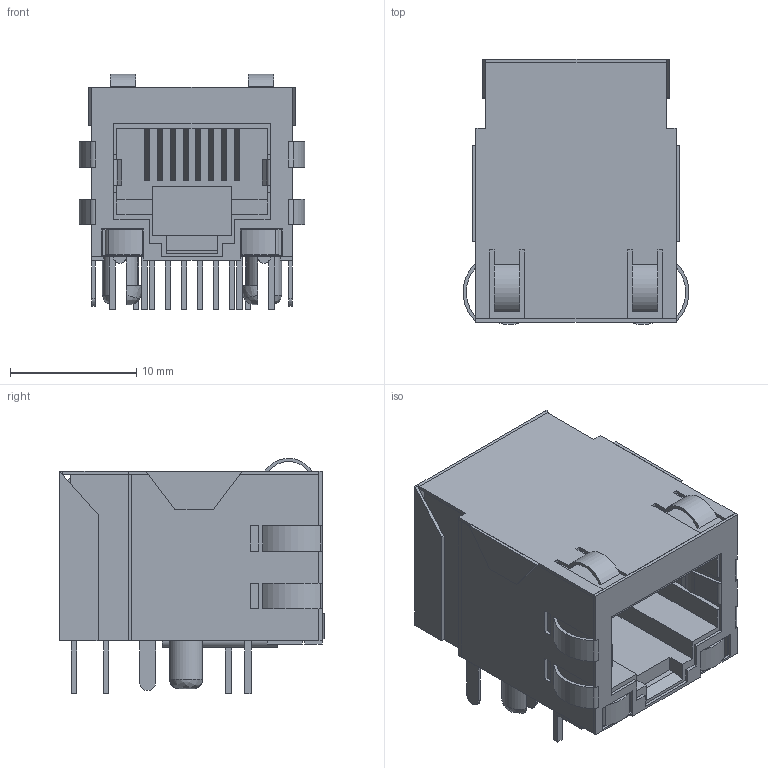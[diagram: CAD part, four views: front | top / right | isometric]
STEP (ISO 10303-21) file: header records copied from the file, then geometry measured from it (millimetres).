
FILE_DESCRIPTION((''),'2;1');
FILE_NAME('TYCO_5-6605308-1.stp','2012-08-27T09:51:57',(''),(''),'Mechanical Desktop 2011','Mechanical Desktop 2011',', , ');
FILE_SCHEMA(('AUTOMOTIVE_DESIGN { 1 2 10303 214 1 1 1 1 }'));
Length unit declared in the file: millimetre
Products named in the file (1): Product
Bounding box: 17.91 x 21.01 x 18.67 mm (x, y, z)
Volume: 3243.9 mm3; surface area: 5362.8 mm2
Topology: 50 solids, 50 shells, 494 faces, 1164 edges, 774 vertices
Faces by surface type: plane 335, bspline 121, cylinder 38
Entity records: 14834 total; most frequent: CARTESIAN_POINT 3662, ORIENTED_EDGE 2328, DIRECTION 1994, EDGE_CURVE 1164, VECTOR 1046, LINE 1046, VERTEX_POINT 774, EDGE_LOOP 512
